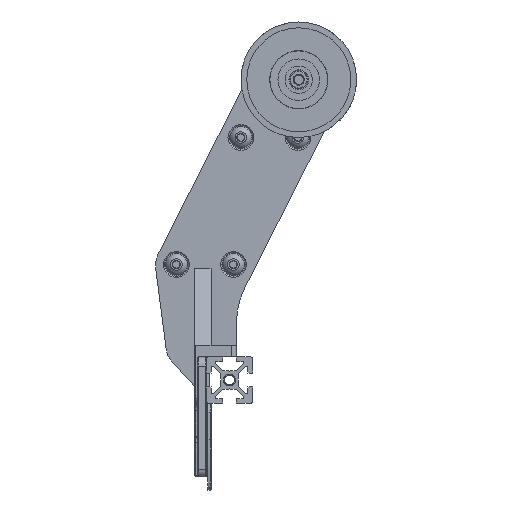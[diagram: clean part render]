
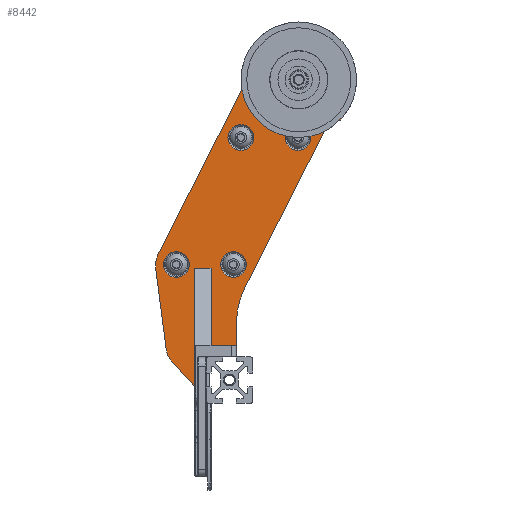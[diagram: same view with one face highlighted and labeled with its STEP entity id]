
A CAD part, front view. The second image highlights one B-rep face of the part: STEP entity #8442.
In plain terms, the highlighted face is planar.
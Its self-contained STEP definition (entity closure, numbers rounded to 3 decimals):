
#337=FACE_BOUND('',#1615,.T.);
#338=FACE_BOUND('',#1616,.T.);
#339=FACE_BOUND('',#1617,.T.);
#340=FACE_BOUND('',#1618,.T.);
#341=FACE_BOUND('',#1619,.T.);
#513=CIRCLE('',#9142,10.);
#514=CIRCLE('',#9145,10.);
#515=CIRCLE('',#9163,5.6);
#517=CIRCLE('',#9166,34.);
#518=CIRCLE('',#9167,25.);
#519=CIRCLE('',#9168,5.6);
#520=CIRCLE('',#9169,5.6);
#521=CIRCLE('',#9170,5.85);
#522=CIRCLE('',#9171,5.6);
#1075=FACE_OUTER_BOUND('',#1614,.T.);
#1614=EDGE_LOOP('',(#6896,#6897,#6898,#6899,#6900,#6901,#6902,#6903,#6904,
#6905,#6906,#6907,#6908,#6909));
#1615=EDGE_LOOP('',(#6910));
#1616=EDGE_LOOP('',(#6911));
#1617=EDGE_LOOP('',(#6912));
#1618=EDGE_LOOP('',(#6913));
#1619=EDGE_LOOP('',(#6914));
#2292=LINE('',#12943,#3113);
#2312=LINE('',#13223,#3133);
#2423=LINE('',#13531,#3244);
#2427=LINE('',#13540,#3248);
#2429=LINE('',#13546,#3250);
#2453=LINE('',#13597,#3274);
#2455=LINE('',#13600,#3276);
#2457=LINE('',#13609,#3278);
#2458=LINE('',#13611,#3279);
#2459=LINE('',#13615,#3280);
#3113=VECTOR('',#10496,10.);
#3133=VECTOR('',#10550,10.);
#3244=VECTOR('',#10857,10.);
#3248=VECTOR('',#10867,10.);
#3250=VECTOR('',#10875,10.);
#3274=VECTOR('',#10927,10.);
#3276=VECTOR('',#10931,10.);
#3278=VECTOR('',#10941,10.);
#3279=VECTOR('',#10942,10.);
#3280=VECTOR('',#10945,10.);
#3821=VERTEX_POINT('',#12940);
#3822=VERTEX_POINT('',#12942);
#3860=VERTEX_POINT('',#13220);
#3861=VERTEX_POINT('',#13222);
#3951=VERTEX_POINT('',#13528);
#3952=VERTEX_POINT('',#13530);
#3953=VERTEX_POINT('',#13534);
#3954=VERTEX_POINT('',#13538);
#3955=VERTEX_POINT('',#13542);
#3968=VERTEX_POINT('',#13596);
#3969=VERTEX_POINT('',#13602);
#3971=VERTEX_POINT('',#13608);
#3972=VERTEX_POINT('',#13610);
#3973=VERTEX_POINT('',#13612);
#3974=VERTEX_POINT('',#13614);
#3975=VERTEX_POINT('',#13617);
#3976=VERTEX_POINT('',#13619);
#3977=VERTEX_POINT('',#13621);
#3978=VERTEX_POINT('',#13623);
#4749=EDGE_CURVE('',#3821,#3822,#2292,.T.);
#4801=EDGE_CURVE('',#3860,#3861,#2312,.T.);
#4953=EDGE_CURVE('',#3951,#3952,#2423,.T.);
#4956=EDGE_CURVE('',#3951,#3953,#513,.T.);
#4958=EDGE_CURVE('',#3953,#3954,#2427,.T.);
#4960=EDGE_CURVE('',#3954,#3955,#514,.T.);
#4961=EDGE_CURVE('',#3861,#3955,#2429,.T.);
#4985=EDGE_CURVE('',#3968,#3822,#2453,.T.);
#4987=EDGE_CURVE('',#3860,#3968,#2455,.T.);
#4988=EDGE_CURVE('',#3969,#3969,#515,.T.);
#4991=EDGE_CURVE('',#3971,#3821,#2457,.T.);
#4992=EDGE_CURVE('',#3972,#3971,#2458,.T.);
#4993=EDGE_CURVE('',#3972,#3973,#517,.T.);
#4994=EDGE_CURVE('',#3974,#3973,#2459,.T.);
#4995=EDGE_CURVE('',#3974,#3952,#518,.T.);
#4996=EDGE_CURVE('',#3975,#3975,#519,.T.);
#4997=EDGE_CURVE('',#3976,#3976,#520,.T.);
#4998=EDGE_CURVE('',#3977,#3977,#521,.T.);
#4999=EDGE_CURVE('',#3978,#3978,#522,.T.);
#6896=ORIENTED_EDGE('',*,*,#4985,.T.);
#6897=ORIENTED_EDGE('',*,*,#4749,.F.);
#6898=ORIENTED_EDGE('',*,*,#4991,.F.);
#6899=ORIENTED_EDGE('',*,*,#4992,.F.);
#6900=ORIENTED_EDGE('',*,*,#4993,.T.);
#6901=ORIENTED_EDGE('',*,*,#4994,.F.);
#6902=ORIENTED_EDGE('',*,*,#4995,.T.);
#6903=ORIENTED_EDGE('',*,*,#4953,.F.);
#6904=ORIENTED_EDGE('',*,*,#4956,.T.);
#6905=ORIENTED_EDGE('',*,*,#4958,.T.);
#6906=ORIENTED_EDGE('',*,*,#4960,.T.);
#6907=ORIENTED_EDGE('',*,*,#4961,.F.);
#6908=ORIENTED_EDGE('',*,*,#4801,.F.);
#6909=ORIENTED_EDGE('',*,*,#4987,.T.);
#6910=ORIENTED_EDGE('',*,*,#4996,.F.);
#6911=ORIENTED_EDGE('',*,*,#4997,.F.);
#6912=ORIENTED_EDGE('',*,*,#4998,.T.);
#6913=ORIENTED_EDGE('',*,*,#4999,.F.);
#6914=ORIENTED_EDGE('',*,*,#4988,.F.);
#8081=PLANE('',#9165);
#8442=ADVANCED_FACE('',(#1075,#337,#338,#339,#340,#341),#8081,.F.);
#9142=AXIS2_PLACEMENT_3D('',#13536,#10862,#10863);
#9145=AXIS2_PLACEMENT_3D('',#13544,#10871,#10872);
#9163=AXIS2_PLACEMENT_3D('',#13603,#10934,#10935);
#9165=AXIS2_PLACEMENT_3D('',#13607,#10939,#10940);
#9166=AXIS2_PLACEMENT_3D('',#13613,#10943,#10944);
#9167=AXIS2_PLACEMENT_3D('',#13616,#10946,#10947);
#9168=AXIS2_PLACEMENT_3D('',#13618,#10948,#10949);
#9169=AXIS2_PLACEMENT_3D('',#13620,#10950,#10951);
#9170=AXIS2_PLACEMENT_3D('',#13622,#10952,#10953);
#9171=AXIS2_PLACEMENT_3D('',#13624,#10954,#10955);
#10496=DIRECTION('',(-1.,0.,-0.001));
#10550=DIRECTION('',(0.,0.,1.));
#10857=DIRECTION('',(0.453,0.,-0.891));
#10862=DIRECTION('center_axis',(0.,1.,0.));
#10863=DIRECTION('ref_axis',(-0.985,0.,-0.17));
#10867=DIRECTION('',(0.129,0.,0.992));
#10871=DIRECTION('center_axis',(0.,1.,0.));
#10872=DIRECTION('ref_axis',(-0.909,0.,0.416));
#10875=DIRECTION('',(-0.666,0.,-0.746));
#10927=DIRECTION('',(0.,0.,1.));
#10931=DIRECTION('',(1.,0.,0.));
#10934=DIRECTION('center_axis',(0.,1.,0.));
#10935=DIRECTION('ref_axis',(1.,0.,0.));
#10939=DIRECTION('center_axis',(0.,-1.,0.));
#10940=DIRECTION('ref_axis',(1.,0.,0.));
#10941=DIRECTION('',(0.,0.,1.));
#10942=DIRECTION('',(0.,0.,1.));
#10943=DIRECTION('center_axis',(0.,-1.,0.));
#10944=DIRECTION('ref_axis',(-0.972,0.,-0.233));
#10945=DIRECTION('',(-0.453,0.,0.891));
#10946=DIRECTION('center_axis',(0.,1.,0.));
#10947=DIRECTION('ref_axis',(1.,0.,0.));
#10948=DIRECTION('center_axis',(0.,1.,0.));
#10949=DIRECTION('ref_axis',(1.,0.,0.));
#10950=DIRECTION('center_axis',(0.,1.,0.));
#10951=DIRECTION('ref_axis',(1.,0.,0.));
#10952=DIRECTION('center_axis',(0.,-1.,0.));
#10953=DIRECTION('ref_axis',(1.,0.,0.));
#10954=DIRECTION('center_axis',(0.,1.,0.));
#10955=DIRECTION('ref_axis',(1.,0.,0.));
#12940=CARTESIAN_POINT('',(-7.,97.,-24.978));
#12942=CARTESIAN_POINT('',(-18.,97.,-24.992));
#12943=CARTESIAN_POINT('',(-15.466,97.,-24.989));
#13220=CARTESIAN_POINT('',(-25.,97.,-58.354));
#13222=CARTESIAN_POINT('',(-25.,97.,-6.978));
#13223=CARTESIAN_POINT('',(-25.,97.,-44.642));
#13528=CARTESIAN_POINT('',(-40.959,97.,-64.172));
#13530=CARTESIAN_POINT('',(-4.625,97.,-135.667));
#13531=CARTESIAN_POINT('',(-53.685,97.,-39.13));
#13534=CARTESIAN_POINT('',(-41.961,97.,-58.354));
#13536=CARTESIAN_POINT('Origin',(-32.044,97.,-59.641));
#13538=CARTESIAN_POINT('',(-37.44,97.,-23.54));
#13540=CARTESIAN_POINT('',(-42.061,97.,-59.123));
#13542=CARTESIAN_POINT('',(-34.985,97.,-18.17));
#13544=CARTESIAN_POINT('Origin',(-27.523,97.,-24.827));
#13546=CARTESIAN_POINT('',(-25.,97.,-6.978));
#13596=CARTESIAN_POINT('',(-18.,97.,-58.354));
#13597=CARTESIAN_POINT('',(-18.,97.,-61.626));
#13600=CARTESIAN_POINT('',(-15.432,97.,-58.354));
#13602=CARTESIAN_POINT('',(-38.595,97.,-59.978));
#13603=CARTESIAN_POINT('Origin',(-32.995,97.,-59.978));
#13607=CARTESIAN_POINT('Origin',(-5.864,97.,-82.306));
#13608=CARTESIAN_POINT('',(-7.,97.,-25.));
#13609=CARTESIAN_POINT('',(-7.,97.,-25.));
#13610=CARTESIAN_POINT('',(-7.,97.,-34.56));
#13611=CARTESIAN_POINT('',(-7.,97.,-42.704));
#13612=CARTESIAN_POINT('',(-3.31,97.,-49.964));
#13613=CARTESIAN_POINT('Origin',(27.,97.,-34.56));
#13614=CARTESIAN_POINT('',(31.034,97.,-117.545));
#13615=CARTESIAN_POINT('',(40.33,97.,-135.837));
#13616=CARTESIAN_POINT('Origin',(20.,97.,-139.978));
#13617=CARTESIAN_POINT('',(-13.878,97.,-60.012));
#13618=CARTESIAN_POINT('Origin',(-8.278,97.,-60.012));
#13619=CARTESIAN_POINT('',(-10.644,97.,-114.978));
#13620=CARTESIAN_POINT('Origin',(-5.044,97.,-114.978));
#13621=CARTESIAN_POINT('',(14.15,97.,-139.978));
#13622=CARTESIAN_POINT('Origin',(20.,97.,-139.978));
#13623=CARTESIAN_POINT('',(14.058,97.,-114.978));
#13624=CARTESIAN_POINT('Origin',(19.658,97.,-114.978));
